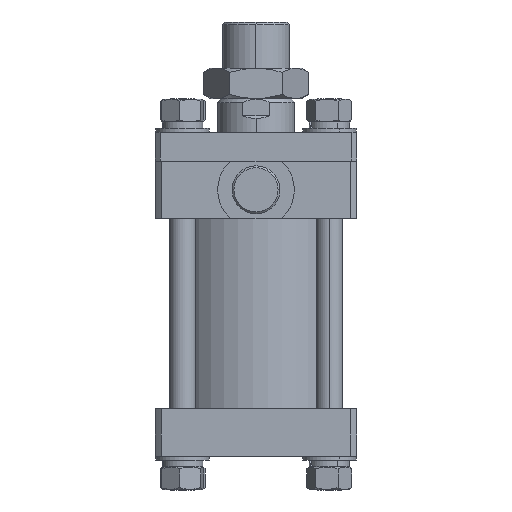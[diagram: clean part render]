
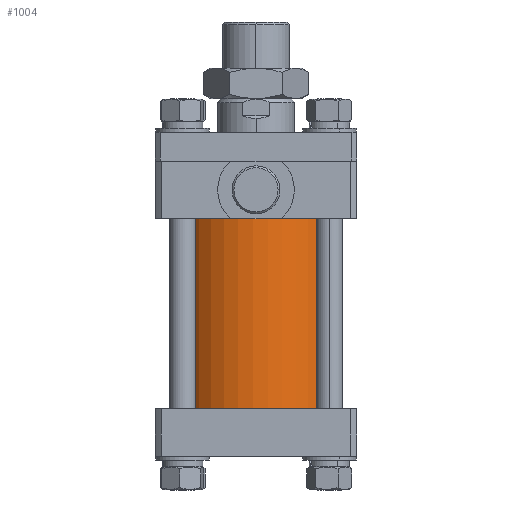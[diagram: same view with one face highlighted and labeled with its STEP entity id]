
A CAD part, front view. The second image highlights one B-rep face of the part: STEP entity #1004.
In plain terms, the highlighted cylindrical face has radius 89 mm (diameter 178 mm), a partial arc.
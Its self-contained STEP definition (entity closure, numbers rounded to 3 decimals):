
#477 = EDGE_LOOP ( 'NONE', ( #749, #778, #773, #702 ) ) ;
#702 = ORIENTED_EDGE ( 'NONE', *, *, #5383, .T. ) ;
#749 = ORIENTED_EDGE ( 'NONE', *, *, #5191, .F. ) ;
#773 = ORIENTED_EDGE ( 'NONE', *, *, #5437, .T. ) ;
#778 = ORIENTED_EDGE ( 'NONE', *, *, #5376, .F. ) ;
#1004 = ADVANCED_FACE ( 'NONE', ( #8047 ), #8108, .T. ) ;
#1710 = CARTESIAN_POINT ( 'NONE',  ( 89., 0., 99. ) ) ;
#2073 = CARTESIAN_POINT ( 'NONE',  ( -89., 0., 99. ) ) ;
#2095 = CARTESIAN_POINT ( 'NONE',  ( 89., 0., -99. ) ) ;
#2516 = VECTOR ( 'NONE', #7397, 1000. ) ;
#2518 = LINE ( 'NONE', #7514, #2516 ) ;
#2811 = CARTESIAN_POINT ( 'NONE',  ( -89., 0., -99. ) ) ;
#2948 = DIRECTION ( 'NONE',  ( 0., 0., -1. ) ) ;
#2959 = CARTESIAN_POINT ( 'NONE',  ( 89., 0., 99. ) ) ;
#4095 = AXIS2_PLACEMENT_3D ( 'NONE', #7545, #7547, #7468 ) ;
#4253 = AXIS2_PLACEMENT_3D ( 'NONE', #7731, #7716, #7267 ) ;
#4502 = DIRECTION ( 'NONE',  ( -1., 0., 0. ) ) ;
#4512 = CARTESIAN_POINT ( 'NONE',  ( 0., 0., 99. ) ) ;
#4513 = DIRECTION ( 'NONE',  ( 0., 0., -1. ) ) ;
#5129 = AXIS2_PLACEMENT_3D ( 'NONE', #4512, #4513, #4502 ) ;
#5191 = EDGE_CURVE ( 'NONE', #8085, #7936, #8100, .T. ) ;
#5376 = EDGE_CURVE ( 'NONE', #8101, #8085, #7160, .T. ) ;
#5383 = EDGE_CURVE ( 'NONE', #7751, #7936, #7153, .T. ) ;
#5437 = EDGE_CURVE ( 'NONE', #8101, #7751, #2518, .T. ) ;
#7153 = CIRCLE ( 'NONE', #4253, 89. ) ;
#7160 = CIRCLE ( 'NONE', #4095, 89. ) ;
#7267 = DIRECTION ( 'NONE',  ( 1., 0., 0. ) ) ;
#7397 = DIRECTION ( 'NONE',  ( 0., 0., -1. ) ) ;
#7468 = DIRECTION ( 'NONE',  ( 1., 0., 0. ) ) ;
#7514 = CARTESIAN_POINT ( 'NONE',  ( -89., 0., 99. ) ) ;
#7545 = CARTESIAN_POINT ( 'NONE',  ( 0., 0., 99. ) ) ;
#7547 = DIRECTION ( 'NONE',  ( 0., 0., 1. ) ) ;
#7716 = DIRECTION ( 'NONE',  ( 0., 0., 1. ) ) ;
#7731 = CARTESIAN_POINT ( 'NONE',  ( 0., 0., -99. ) ) ;
#7751 = VERTEX_POINT ( 'NONE', #2811 ) ;
#7936 = VERTEX_POINT ( 'NONE', #2095 ) ;
#8047 = FACE_OUTER_BOUND ( 'NONE', #477, .T. ) ;
#8085 = VERTEX_POINT ( 'NONE', #1710 ) ;
#8100 = LINE ( 'NONE', #2959, #8137 ) ;
#8101 = VERTEX_POINT ( 'NONE', #2073 ) ;
#8108 = CYLINDRICAL_SURFACE ( 'NONE', #5129, 89. ) ;
#8137 = VECTOR ( 'NONE', #2948, 1000. ) ;
